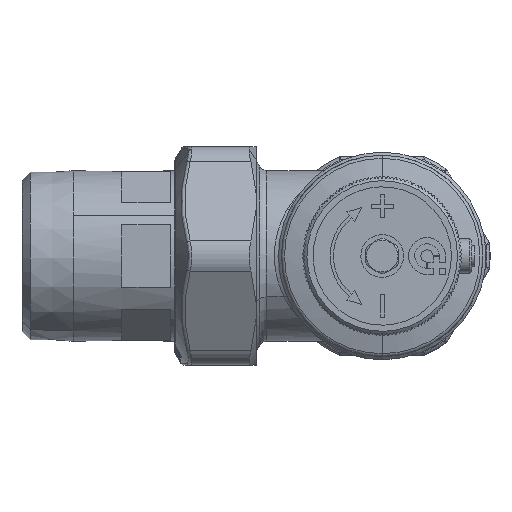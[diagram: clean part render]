
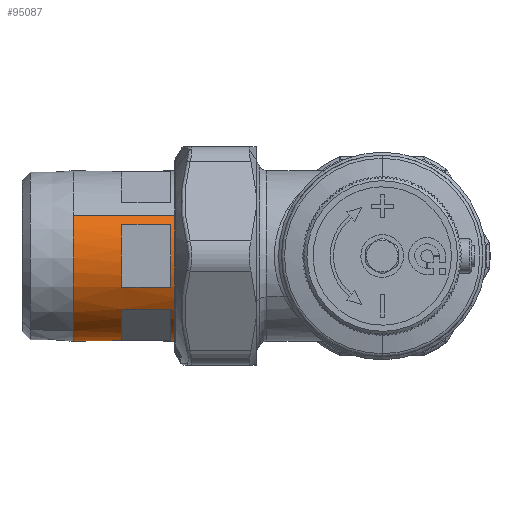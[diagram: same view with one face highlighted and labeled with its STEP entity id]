
A CAD part, left-side view. The second image highlights one B-rep face of the part: STEP entity #95087.
In plain terms, the highlighted cylindrical face has radius 20.95 mm (diameter 41.9 mm), a partial arc.
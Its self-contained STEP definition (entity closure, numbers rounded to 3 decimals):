
#94855=CARTESIAN_POINT('Vertex',(-18.385,49.678,10.044)) ;
#94860=CARTESIAN_POINT('Axis2P3D Location',(0.,49.678,0.)) ;
#94864=CARTESIAN_POINT('Vertex',(10.044,49.678,-18.385)) ;
#94885=CARTESIAN_POINT('Axis2P3D Location',(0.,49.678,0.)) ;
#94889=CARTESIAN_POINT('Vertex',(18.385,49.678,-10.044)) ;
#94946=CARTESIAN_POINT('Axis2P3D Location',(0.,74.968,0.)) ;
#94951=CARTESIAN_POINT('Line Origine',(-18.385,74.968,10.044)) ;
#94955=CARTESIAN_POINT('Vertex',(-18.385,75.956,10.044)) ;
#94958=CARTESIAN_POINT('Axis2P3D Location',(0.,75.956,0.)) ;
#94962=CARTESIAN_POINT('Vertex',(-10.044,75.956,-18.385)) ;
#94965=CARTESIAN_POINT('Axis2P3D Location',(0.,75.956,0.)) ;
#94969=CARTESIAN_POINT('Vertex',(18.385,75.956,-10.044)) ;
#94972=CARTESIAN_POINT('Line Origine',(18.385,74.968,-10.044)) ;
#94985=CARTESIAN_POINT('Axis2P3D Location',(0.,64.,0.)) ;
#94989=CARTESIAN_POINT('Vertex',(-16.382,64.,-13.058)) ;
#94991=CARTESIAN_POINT('Vertex',(-3.118,64.,-20.717)) ;
#94994=CARTESIAN_POINT('Line Origine',(-16.382,74.968,-13.058)) ;
#94998=CARTESIAN_POINT('Vertex',(-16.382,52.,-13.058)) ;
#95001=CARTESIAN_POINT('Axis2P3D Location',(0.,52.,0.)) ;
#95005=CARTESIAN_POINT('Vertex',(-3.118,52.,-20.717)) ;
#95008=CARTESIAN_POINT('Line Origine',(-3.118,74.968,-20.717)) ;
#95019=CARTESIAN_POINT('Axis2P3D Location',(0.,64.,0.)) ;
#95023=CARTESIAN_POINT('Vertex',(-19.5,64.,7.658)) ;
#95025=CARTESIAN_POINT('Vertex',(-19.5,64.,-7.658)) ;
#95028=CARTESIAN_POINT('Line Origine',(-19.5,74.968,7.658)) ;
#95032=CARTESIAN_POINT('Vertex',(-19.5,52.,7.658)) ;
#95035=CARTESIAN_POINT('Axis2P3D Location',(0.,52.,0.)) ;
#95039=CARTESIAN_POINT('Vertex',(-19.5,52.,-7.658)) ;
#95042=CARTESIAN_POINT('Line Origine',(-19.5,74.968,-7.658)) ;
#95053=CARTESIAN_POINT('Axis2P3D Location',(0.,64.,0.)) ;
#95057=CARTESIAN_POINT('Vertex',(3.118,64.,-20.717)) ;
#95059=CARTESIAN_POINT('Vertex',(16.382,64.,-13.058)) ;
#95062=CARTESIAN_POINT('Line Origine',(3.118,74.968,-20.717)) ;
#95066=CARTESIAN_POINT('Vertex',(3.118,52.,-20.717)) ;
#95069=CARTESIAN_POINT('Axis2P3D Location',(0.,52.,0.)) ;
#95073=CARTESIAN_POINT('Vertex',(16.382,52.,-13.058)) ;
#95076=CARTESIAN_POINT('Line Origine',(16.382,74.968,-13.058)) ;
#94953=VECTOR('Line Direction',#94952,1.) ;
#94974=VECTOR('Line Direction',#94973,1.) ;
#94996=VECTOR('Line Direction',#94995,1.) ;
#95010=VECTOR('Line Direction',#95009,1.) ;
#95030=VECTOR('Line Direction',#95029,1.) ;
#95044=VECTOR('Line Direction',#95043,1.) ;
#95064=VECTOR('Line Direction',#95063,1.) ;
#95078=VECTOR('Line Direction',#95077,1.) ;
#94861=DIRECTION('Axis2P3D Direction',(0.,1.,0.)) ;
#94886=DIRECTION('Axis2P3D Direction',(0.,1.,0.)) ;
#94947=DIRECTION('Axis2P3D Direction',(-0.,1.,0.)) ;
#94948=DIRECTION('Axis2P3D XDirection',(0.878,0.,-0.479)) ;
#94952=DIRECTION('Vector Direction',(0.,1.,0.)) ;
#94959=DIRECTION('Axis2P3D Direction',(-0.,1.,0.)) ;
#94966=DIRECTION('Axis2P3D Direction',(-0.,1.,0.)) ;
#94973=DIRECTION('Vector Direction',(0.,1.,0.)) ;
#94986=DIRECTION('Axis2P3D Direction',(-0.,1.,0.)) ;
#94995=DIRECTION('Vector Direction',(0.,1.,0.)) ;
#95002=DIRECTION('Axis2P3D Direction',(-0.,1.,0.)) ;
#95009=DIRECTION('Vector Direction',(0.,1.,0.)) ;
#95020=DIRECTION('Axis2P3D Direction',(-0.,1.,0.)) ;
#95029=DIRECTION('Vector Direction',(0.,1.,0.)) ;
#95036=DIRECTION('Axis2P3D Direction',(-0.,1.,0.)) ;
#95043=DIRECTION('Vector Direction',(0.,1.,0.)) ;
#95054=DIRECTION('Axis2P3D Direction',(-0.,1.,0.)) ;
#95063=DIRECTION('Vector Direction',(0.,1.,0.)) ;
#95070=DIRECTION('Axis2P3D Direction',(-0.,1.,0.)) ;
#95077=DIRECTION('Vector Direction',(0.,1.,0.)) ;
#94862=AXIS2_PLACEMENT_3D('Circle Axis2P3D',#94860,#94861,$) ;
#94887=AXIS2_PLACEMENT_3D('Circle Axis2P3D',#94885,#94886,$) ;
#94949=AXIS2_PLACEMENT_3D('Cylinder Axis2P3D',#94946,#94947,#94948) ;
#94960=AXIS2_PLACEMENT_3D('Circle Axis2P3D',#94958,#94959,$) ;
#94967=AXIS2_PLACEMENT_3D('Circle Axis2P3D',#94965,#94966,$) ;
#94987=AXIS2_PLACEMENT_3D('Circle Axis2P3D',#94985,#94986,$) ;
#95003=AXIS2_PLACEMENT_3D('Circle Axis2P3D',#95001,#95002,$) ;
#95021=AXIS2_PLACEMENT_3D('Circle Axis2P3D',#95019,#95020,$) ;
#95037=AXIS2_PLACEMENT_3D('Circle Axis2P3D',#95035,#95036,$) ;
#95055=AXIS2_PLACEMENT_3D('Circle Axis2P3D',#95053,#95054,$) ;
#95071=AXIS2_PLACEMENT_3D('Circle Axis2P3D',#95069,#95070,$) ;
#94954=LINE('Line',#94951,#94953) ;
#94975=LINE('Line',#94972,#94974) ;
#94997=LINE('Line',#94994,#94996) ;
#95011=LINE('Line',#95008,#95010) ;
#95031=LINE('Line',#95028,#95030) ;
#95045=LINE('Line',#95042,#95044) ;
#95065=LINE('Line',#95062,#95064) ;
#95079=LINE('Line',#95076,#95078) ;
#94863=CIRCLE('generated circle',#94862,20.95) ;
#94888=CIRCLE('generated circle',#94887,20.95) ;
#94961=CIRCLE('generated circle',#94960,20.95) ;
#94968=CIRCLE('generated circle',#94967,20.95) ;
#94988=CIRCLE('generated circle',#94987,20.95) ;
#95004=CIRCLE('generated circle',#95003,20.95) ;
#95022=CIRCLE('generated circle',#95021,20.95) ;
#95038=CIRCLE('generated circle',#95037,20.95) ;
#95056=CIRCLE('generated circle',#95055,20.95) ;
#95072=CIRCLE('generated circle',#95071,20.95) ;
#94950=CYLINDRICAL_SURFACE('generated cylinder',#94949,20.95) ;
#95018=FACE_BOUND('',#95013,.T.) ;
#95052=FACE_BOUND('',#95047,.T.) ;
#95086=FACE_BOUND('',#95081,.T.) ;
#94866=EDGE_CURVE('',#94865,#94856,#94863,.T.) ;
#94891=EDGE_CURVE('',#94890,#94865,#94888,.T.) ;
#94957=EDGE_CURVE('',#94956,#94856,#94954,.F.) ;
#94964=EDGE_CURVE('',#94963,#94956,#94961,.T.) ;
#94971=EDGE_CURVE('',#94963,#94970,#94968,.F.) ;
#94976=EDGE_CURVE('',#94970,#94890,#94975,.F.) ;
#94993=EDGE_CURVE('',#94990,#94992,#94988,.F.) ;
#95000=EDGE_CURVE('',#94990,#94999,#94997,.F.) ;
#95007=EDGE_CURVE('',#94999,#95006,#95004,.F.) ;
#95012=EDGE_CURVE('',#94992,#95006,#95011,.F.) ;
#95027=EDGE_CURVE('',#95024,#95026,#95022,.F.) ;
#95034=EDGE_CURVE('',#95024,#95033,#95031,.F.) ;
#95041=EDGE_CURVE('',#95033,#95040,#95038,.F.) ;
#95046=EDGE_CURVE('',#95026,#95040,#95045,.F.) ;
#95061=EDGE_CURVE('',#95058,#95060,#95056,.F.) ;
#95068=EDGE_CURVE('',#95058,#95067,#95065,.F.) ;
#95075=EDGE_CURVE('',#95067,#95074,#95072,.F.) ;
#95080=EDGE_CURVE('',#95060,#95074,#95079,.F.) ;
#94978=ORIENTED_EDGE('',*,*,#94957,.F.) ;
#94979=ORIENTED_EDGE('',*,*,#94964,.F.) ;
#94980=ORIENTED_EDGE('',*,*,#94971,.T.) ;
#94981=ORIENTED_EDGE('',*,*,#94976,.T.) ;
#94982=ORIENTED_EDGE('',*,*,#94891,.T.) ;
#94983=ORIENTED_EDGE('',*,*,#94866,.T.) ;
#95014=ORIENTED_EDGE('',*,*,#94993,.F.) ;
#95015=ORIENTED_EDGE('',*,*,#95000,.T.) ;
#95016=ORIENTED_EDGE('',*,*,#95007,.T.) ;
#95017=ORIENTED_EDGE('',*,*,#95012,.F.) ;
#95048=ORIENTED_EDGE('',*,*,#95027,.F.) ;
#95049=ORIENTED_EDGE('',*,*,#95034,.T.) ;
#95050=ORIENTED_EDGE('',*,*,#95041,.T.) ;
#95051=ORIENTED_EDGE('',*,*,#95046,.F.) ;
#95082=ORIENTED_EDGE('',*,*,#95061,.F.) ;
#95083=ORIENTED_EDGE('',*,*,#95068,.T.) ;
#95084=ORIENTED_EDGE('',*,*,#95075,.T.) ;
#95085=ORIENTED_EDGE('',*,*,#95080,.F.) ;
#94977=EDGE_LOOP('',(#94978,#94979,#94980,#94981,#94982,#94983)) ;
#95013=EDGE_LOOP('',(#95014,#95015,#95016,#95017)) ;
#95047=EDGE_LOOP('',(#95048,#95049,#95050,#95051)) ;
#95081=EDGE_LOOP('',(#95082,#95083,#95084,#95085)) ;
#94856=VERTEX_POINT('',#94855) ;
#94865=VERTEX_POINT('',#94864) ;
#94890=VERTEX_POINT('',#94889) ;
#94956=VERTEX_POINT('',#94955) ;
#94963=VERTEX_POINT('',#94962) ;
#94970=VERTEX_POINT('',#94969) ;
#94990=VERTEX_POINT('',#94989) ;
#94992=VERTEX_POINT('',#94991) ;
#94999=VERTEX_POINT('',#94998) ;
#95006=VERTEX_POINT('',#95005) ;
#95024=VERTEX_POINT('',#95023) ;
#95026=VERTEX_POINT('',#95025) ;
#95033=VERTEX_POINT('',#95032) ;
#95040=VERTEX_POINT('',#95039) ;
#95058=VERTEX_POINT('',#95057) ;
#95060=VERTEX_POINT('',#95059) ;
#95067=VERTEX_POINT('',#95066) ;
#95074=VERTEX_POINT('',#95073) ;
#95087=ADVANCED_FACE('PartBody',(#94984,#95018,#95052,#95086),#94950,.T.) ;
#94984=FACE_OUTER_BOUND('',#94977,.T.) ;
